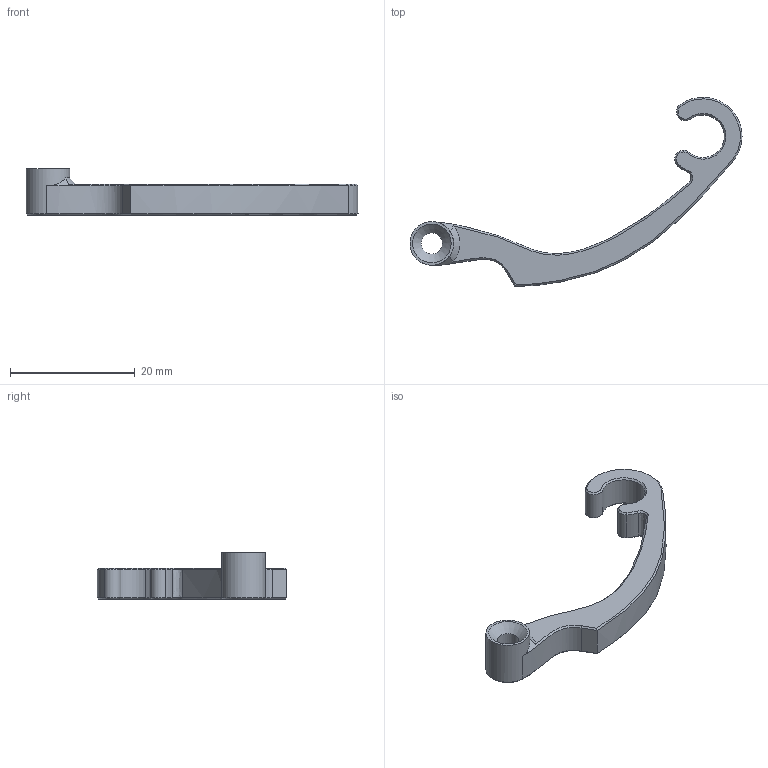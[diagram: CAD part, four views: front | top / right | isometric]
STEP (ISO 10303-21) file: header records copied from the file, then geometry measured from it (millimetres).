
FILE_DESCRIPTION(/* description */ (''),/* implementation_level */ '2;1');
FILE_NAME(/* name */ 'spoon_hook.step',/* time_stamp */ '2025-11-21T19:35:07Z',/* author */ (''),/* organization */ (''),/* preprocessor_version */ 'ST-DEVELOPER v20.1',/* originating_system */ 'Autodesk Translation Framework v14.21.0.0',/* authorisation */ '');
FILE_SCHEMA (('AUTOMOTIVE_DESIGN { 1 0 10303 214 3 1 1 }'));
Length unit declared in the file: millimetre
Products named in the file (2): Spoon hook grabby; Spoon hook grabby_1
Assembly tree (1 placements, depth 2):
  Spoon hook grabby
    Spoon hook grabby_1
Bounding box: 53.24 x 30.35 x 7.5 mm (x, y, z)
Volume: 1572.1 mm3; surface area: 1486.4 mm2
Topology: 1 solids, 1 shells, 45 faces, 105 edges, 62 vertices
Faces by surface type: cone 16, bspline 15, cylinder 8, plane 6
Full cylindrical faces by diameter (mm): 3.4 x1, 7 x1
Entity records: 2229 total; most frequent: CARTESIAN_POINT 1235, ORIENTED_EDGE 210, DIRECTION 169, EDGE_CURVE 105, AXIS2_PLACEMENT_3D 66, VERTEX_POINT 62, EDGE_LOOP 47, FACE_OUTER_BOUND 45
